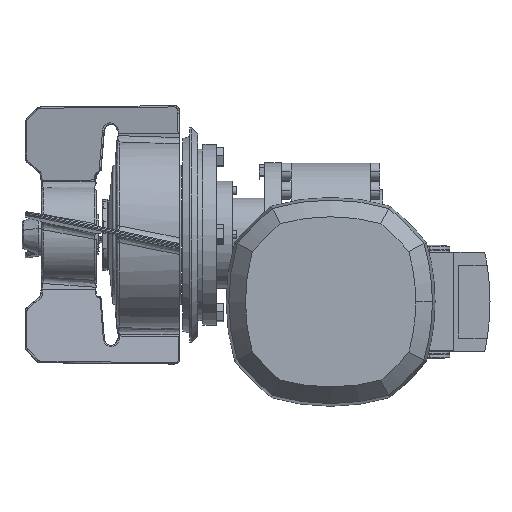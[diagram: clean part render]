
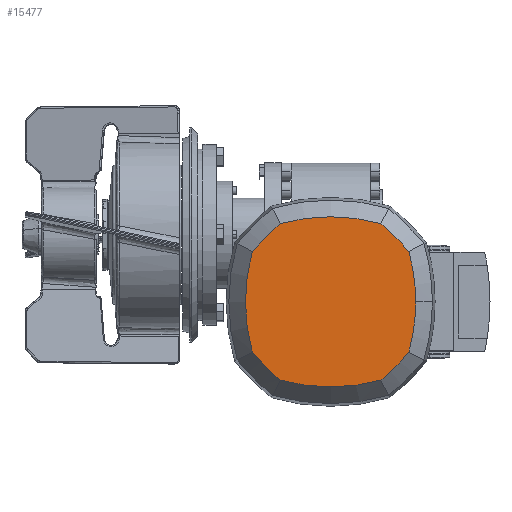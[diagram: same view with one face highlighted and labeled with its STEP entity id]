
A CAD part, left-side view. The second image highlights one B-rep face of the part: STEP entity #15477.
In plain terms, the highlighted planar face has unit normal (-1, 0, 0).
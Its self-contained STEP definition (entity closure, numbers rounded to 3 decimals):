
#12222 = VERTEX_POINT ( 'NONE', #38067 ) ;
#12229 = EDGE_CURVE ( 'NONE', #12222, #12280, #38009, .T. ) ;
#12280 = VERTEX_POINT ( 'NONE', #38201 ) ;
#15412 = VERTEX_POINT ( 'NONE', #48265 ) ;
#15414 = EDGE_CURVE ( 'NONE', #15412, #15415, #48142, .T. ) ;
#15415 = VERTEX_POINT ( 'NONE', #48144 ) ;
#15431 = VERTEX_POINT ( 'NONE', #48110 ) ;
#15477 = ADVANCED_FACE ( 'NONE', ( #48255 ), #48254, .F. ) ;
#15478 = ORIENTED_EDGE ( 'NONE', *, *, #15414, .F. ) ;
#15479 = ORIENTED_EDGE ( 'NONE', *, *, #15482, .F. ) ;
#15480 = ORIENTED_EDGE ( 'NONE', *, *, #15513, .F. ) ;
#15481 = ORIENTED_EDGE ( 'NONE', *, *, #15650, .F. ) ;
#15482 = EDGE_CURVE ( 'NONE', #15619, #12222, #48242, .T. ) ;
#15486 = VERTEX_POINT ( 'NONE', #47975 ) ;
#15497 = ORIENTED_EDGE ( 'NONE', *, *, #15627, .F. ) ;
#15513 = EDGE_CURVE ( 'NONE', #15415, #15619, #48089, .T. ) ;
#15518 = EDGE_LOOP ( 'NONE', ( #15478, #15481, #15497, #15541, #15542, #15549, #15550, #15479, #15480 ) ) ;
#15541 = ORIENTED_EDGE ( 'NONE', *, *, #15655, .F. ) ;
#15542 = ORIENTED_EDGE ( 'NONE', *, *, #15581, .F. ) ;
#15549 = ORIENTED_EDGE ( 'NONE', *, *, #15624, .F. ) ;
#15550 = ORIENTED_EDGE ( 'NONE', *, *, #12229, .F. ) ;
#15581 = EDGE_CURVE ( 'NONE', #15486, #15646, #48496, .T. ) ;
#15591 = VERTEX_POINT ( 'NONE', #48346 ) ;
#15619 = VERTEX_POINT ( 'NONE', #48375 ) ;
#15624 = EDGE_CURVE ( 'NONE', #12280, #15486, #48370, .T. ) ;
#15627 = EDGE_CURVE ( 'NONE', #15591, #15431, #48342, .T. ) ;
#15646 = VERTEX_POINT ( 'NONE', #48423 ) ;
#15650 = EDGE_CURVE ( 'NONE', #15431, #15412, #48611, .T. ) ;
#15655 = EDGE_CURVE ( 'NONE', #15646, #15591, #48308, .T. ) ;
#38005 = DIRECTION ( 'NONE',  ( 0., -1., 0. ) ) ;
#38006 = DIRECTION ( 'NONE',  ( 1., 0., 0. ) ) ;
#38007 = CARTESIAN_POINT ( 'NONE',  ( -306., -7.3, -50. ) ) ;
#38008 = AXIS2_PLACEMENT_3D ( 'NONE', #38007, #38006, #38005 ) ;
#38009 = CIRCLE ( 'NONE', #38008, 140.529 ) ;
#38067 = CARTESIAN_POINT ( 'NONE',  ( -306., -142.736, -12.509 ) ) ;
#38201 = CARTESIAN_POINT ( 'NONE',  ( -306., -147.829, -50. ) ) ;
#47975 = CARTESIAN_POINT ( 'NONE',  ( -306., -142.736, -87.491 ) ) ;
#48048 = DIRECTION ( 'NONE',  ( 0., -1., 0. ) ) ;
#48049 = DIRECTION ( 'NONE',  ( 1., 0., 0. ) ) ;
#48085 = DIRECTION ( 'NONE',  ( 0., -1., 0. ) ) ;
#48086 = DIRECTION ( 'NONE',  ( 1., 0., 0. ) ) ;
#48087 = CARTESIAN_POINT ( 'NONE',  ( -306., -84.3, -127. ) ) ;
#48088 = AXIS2_PLACEMENT_3D ( 'NONE', #48087, #48086, #48085 ) ;
#48089 = CIRCLE ( 'NONE', #48088, 140.529 ) ;
#48110 = CARTESIAN_POINT ( 'NONE',  ( -306., -25.864, -87.491 ) ) ;
#48139 = CARTESIAN_POINT ( 'NONE',  ( -306., -150.5, -116.2 ) ) ;
#48140 = AXIS2_PLACEMENT_3D ( 'NONE', #48139, #48049, #48048 ) ;
#48142 = CIRCLE ( 'NONE', #48140, 162.129 ) ;
#48144 = CARTESIAN_POINT ( 'NONE',  ( -306., -46.809, 8.436 ) ) ;
#48235 = DIRECTION ( 'NONE',  ( 0., -1., 0. ) ) ;
#48237 = DIRECTION ( 'NONE',  ( 1., 0., 0. ) ) ;
#48239 = CARTESIAN_POINT ( 'NONE',  ( -306., -18.1, -116.2 ) ) ;
#48241 = AXIS2_PLACEMENT_3D ( 'NONE', #48239, #48237, #48235 ) ;
#48242 = CIRCLE ( 'NONE', #48241, 162.129 ) ;
#48247 = DIRECTION ( 'NONE',  ( 0., -1., 0. ) ) ;
#48249 = DIRECTION ( 'NONE',  ( 1., 0., 0. ) ) ;
#48250 = CARTESIAN_POINT ( 'NONE',  ( -306., -155.9, -83.1 ) ) ;
#48252 = AXIS2_PLACEMENT_3D ( 'NONE', #48250, #48249, #48247 ) ;
#48254 = PLANE ( 'NONE',  #48252 ) ;
#48255 = FACE_OUTER_BOUND ( 'NONE', #15518, .T. ) ;
#48265 = CARTESIAN_POINT ( 'NONE',  ( -306., -25.864, -12.509 ) ) ;
#48298 = AXIS2_PLACEMENT_3D ( 'NONE', #48576, #48575, #48574 ) ;
#48308 = CIRCLE ( 'NONE', #48298, 140.529 ) ;
#48338 = DIRECTION ( 'NONE',  ( 0., -1., 0. ) ) ;
#48339 = DIRECTION ( 'NONE',  ( 1., 0., 0. ) ) ;
#48340 = CARTESIAN_POINT ( 'NONE',  ( -306., -150.5, 16.2 ) ) ;
#48341 = AXIS2_PLACEMENT_3D ( 'NONE', #48340, #48339, #48338 ) ;
#48342 = CIRCLE ( 'NONE', #48341, 162.129 ) ;
#48345 = DIRECTION ( 'NONE',  ( 0., -1., 0. ) ) ;
#48346 = CARTESIAN_POINT ( 'NONE',  ( -306., -46.809, -108.436 ) ) ;
#48349 = DIRECTION ( 'NONE',  ( 0., -1., 0. ) ) ;
#48350 = DIRECTION ( 'NONE',  ( 1., 0., 0. ) ) ;
#48351 = CARTESIAN_POINT ( 'NONE',  ( -306., -18.1, 16.2 ) ) ;
#48353 = AXIS2_PLACEMENT_3D ( 'NONE', #48351, #48350, #48349 ) ;
#48367 = DIRECTION ( 'NONE',  ( 1., 0., 0. ) ) ;
#48368 = CARTESIAN_POINT ( 'NONE',  ( -306., -7.3, -50. ) ) ;
#48369 = AXIS2_PLACEMENT_3D ( 'NONE', #48368, #48367, #48345 ) ;
#48370 = CIRCLE ( 'NONE', #48369, 140.529 ) ;
#48375 = CARTESIAN_POINT ( 'NONE',  ( -306., -121.791, 8.436 ) ) ;
#48423 = CARTESIAN_POINT ( 'NONE',  ( -306., -121.791, -108.436 ) ) ;
#48496 = CIRCLE ( 'NONE', #48353, 162.129 ) ;
#48574 = DIRECTION ( 'NONE',  ( 0., -1., 0. ) ) ;
#48575 = DIRECTION ( 'NONE',  ( 1., 0., 0. ) ) ;
#48576 = CARTESIAN_POINT ( 'NONE',  ( -306., -84.3, 27. ) ) ;
#48607 = DIRECTION ( 'NONE',  ( 0., -1., 0. ) ) ;
#48608 = DIRECTION ( 'NONE',  ( 1., 0., 0. ) ) ;
#48609 = CARTESIAN_POINT ( 'NONE',  ( -306., -161.3, -50. ) ) ;
#48610 = AXIS2_PLACEMENT_3D ( 'NONE', #48609, #48608, #48607 ) ;
#48611 = CIRCLE ( 'NONE', #48610, 140.529 ) ;
